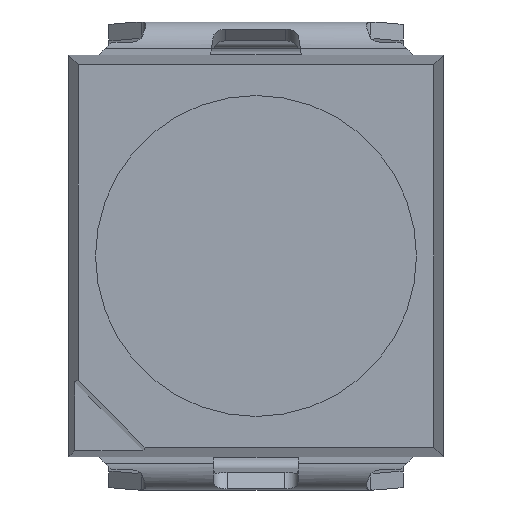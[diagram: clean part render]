
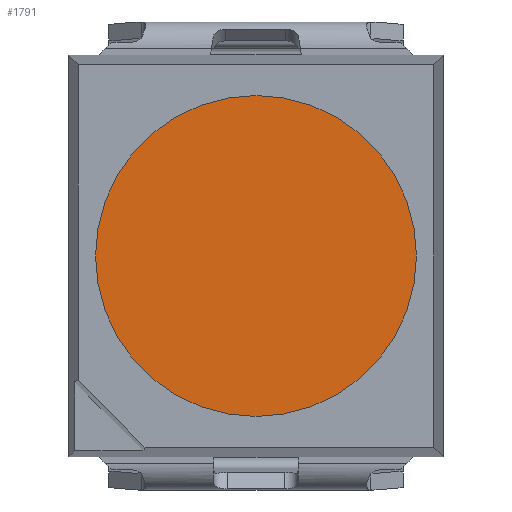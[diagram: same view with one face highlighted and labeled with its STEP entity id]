
A CAD part, front view. The second image highlights one B-rep face of the part: STEP entity #1791.
In plain terms, the highlighted planar face has unit normal (0, -1, 0).
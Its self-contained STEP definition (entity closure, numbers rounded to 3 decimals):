
#490=FACE_OUTER_BOUND('',#590,.T.);
#590=EDGE_LOOP('',(#1165));
#693=CIRCLE('',#1912,1.2);
#714=VERTEX_POINT('',#2589);
#889=EDGE_CURVE('',#714,#714,#693,.T.);
#1165=ORIENTED_EDGE('',*,*,#889,.F.);
#1717=PLANE('',#1911);
#1791=ADVANCED_FACE('',(#490),#1717,.T.);
#1911=AXIS2_PLACEMENT_3D('',#2588,#2074,#2075);
#1912=AXIS2_PLACEMENT_3D('',#2590,#2076,#2077);
#2074=DIRECTION('center_axis',(0.,-1.,0.));
#2075=DIRECTION('ref_axis',(0.,0.,-1.));
#2076=DIRECTION('center_axis',(0.,1.,0.));
#2077=DIRECTION('ref_axis',(-0.809,0.,-0.588));
#2588=CARTESIAN_POINT('Origin',(-0.6,-1.65,0.));
#2589=CARTESIAN_POINT('',(-1.2,-1.65,0.));
#2590=CARTESIAN_POINT('Origin',(0.,-1.65,0.));
